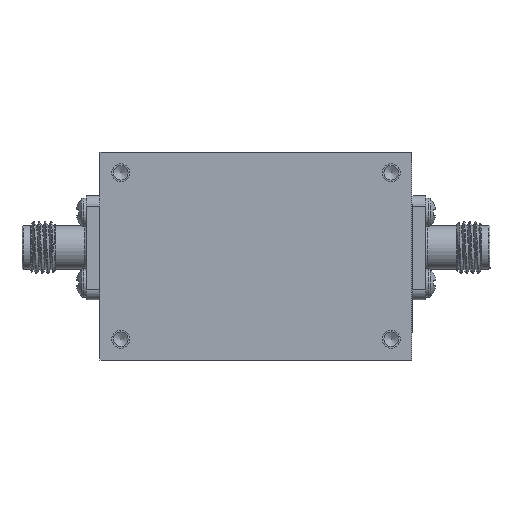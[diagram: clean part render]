
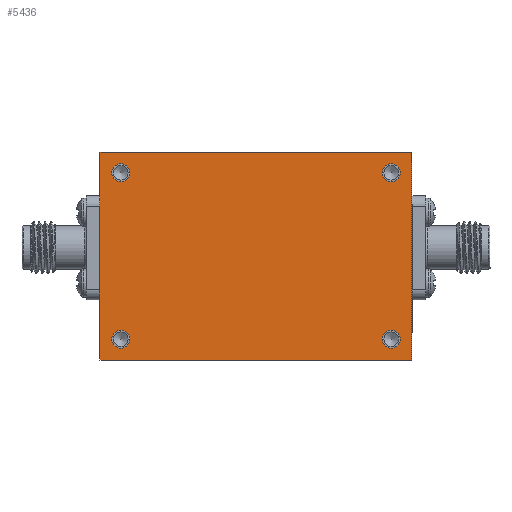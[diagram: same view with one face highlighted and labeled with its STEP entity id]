
A CAD part, front view. The second image highlights one B-rep face of the part: STEP entity #5436.
In plain terms, the highlighted planar face has unit normal (0, -1, 0).
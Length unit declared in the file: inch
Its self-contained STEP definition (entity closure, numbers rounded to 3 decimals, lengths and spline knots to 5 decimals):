
#390 = DIRECTION ( 'NONE',  ( 0., 0., -1. ) ) ;
#458 = CARTESIAN_POINT ( 'NONE',  ( -0.75, -0.265, 0.5 ) ) ;
#625 = EDGE_CURVE ( 'NONE', #15265, #15265, #9001, .T. ) ;
#1476 = CARTESIAN_POINT ( 'NONE',  ( 0., -0.265, 0. ) ) ;
#1687 = CARTESIAN_POINT ( 'NONE',  ( -0.75, -0.265, 0.5 ) ) ;
#1806 = ORIENTED_EDGE ( 'NONE', *, *, #3977, .F. ) ;
#1921 = CARTESIAN_POINT ( 'NONE',  ( 0.75, -0.265, 0.5 ) ) ;
#2093 = ORIENTED_EDGE ( 'NONE', *, *, #9918, .F. ) ;
#2194 = FACE_BOUND ( 'NONE', #18481, .T. ) ;
#2784 = VERTEX_POINT ( 'NONE', #21585 ) ;
#3255 = CARTESIAN_POINT ( 'NONE',  ( 0.65, -0.265, 0.357 ) ) ;
#3421 = AXIS2_PLACEMENT_3D ( 'NONE', #6055, #11378, #4258 ) ;
#3548 = CIRCLE ( 'NONE', #19443, 0.043 ) ;
#3813 = CARTESIAN_POINT ( 'NONE',  ( -0.65, -0.265, 0.4 ) ) ;
#3977 = EDGE_CURVE ( 'NONE', #15484, #20166, #9816, .T. ) ;
#4258 = DIRECTION ( 'NONE',  ( 0., 0., -1. ) ) ;
#4362 = ORIENTED_EDGE ( 'NONE', *, *, #7130, .F. ) ;
#5117 = AXIS2_PLACEMENT_3D ( 'NONE', #3813, #21468, #16124 ) ;
#5358 = CARTESIAN_POINT ( 'NONE',  ( -0.75, -0.265, -0.5 ) ) ;
#5436 = ADVANCED_FACE ( 'NONE', ( #21786, #11959, #20667, #2194, #15467 ), #20630, .T. ) ;
#5613 = VERTEX_POINT ( 'NONE', #19607 ) ;
#5819 = CIRCLE ( 'NONE', #7879, 0.043 ) ;
#5836 = EDGE_LOOP ( 'NONE', ( #4362 ) ) ;
#6055 = CARTESIAN_POINT ( 'NONE',  ( -0.65, -0.265, -0.4 ) ) ;
#6127 = CARTESIAN_POINT ( 'NONE',  ( -0.75, -0.265, -0.5 ) ) ;
#6535 = CARTESIAN_POINT ( 'NONE',  ( 0.65, -0.265, -0.4 ) ) ;
#6804 = CARTESIAN_POINT ( 'NONE',  ( -0.65, -0.265, 0.357 ) ) ;
#7130 = EDGE_CURVE ( 'NONE', #17174, #17174, #3548, .T. ) ;
#7297 = ORIENTED_EDGE ( 'NONE', *, *, #16735, .F. ) ;
#7617 = VERTEX_POINT ( 'NONE', #21550 ) ;
#7879 = AXIS2_PLACEMENT_3D ( 'NONE', #6535, #20691, #15132 ) ;
#8801 = DIRECTION ( 'NONE',  ( 0., 0., -1. ) ) ;
#9001 = CIRCLE ( 'NONE', #5117, 0.043 ) ;
#9039 = DIRECTION ( 'NONE',  ( 0., -1., 0. ) ) ;
#9096 = VECTOR ( 'NONE', #390, 39.37008 ) ;
#9392 = VECTOR ( 'NONE', #21952, 39.37008 ) ;
#9710 = ORIENTED_EDGE ( 'NONE', *, *, #625, .F. ) ;
#9816 = LINE ( 'NONE', #11881, #20971 ) ;
#9918 = EDGE_CURVE ( 'NONE', #2784, #2784, #19020, .T. ) ;
#10259 = EDGE_LOOP ( 'NONE', ( #9710 ) ) ;
#11012 = ORIENTED_EDGE ( 'NONE', *, *, #18344, .F. ) ;
#11378 = DIRECTION ( 'NONE',  ( 0., -1., 0. ) ) ;
#11881 = CARTESIAN_POINT ( 'NONE',  ( -0.75, -0.265, 0.5 ) ) ;
#11911 = EDGE_CURVE ( 'NONE', #20166, #20387, #14890, .T. ) ;
#11959 = FACE_BOUND ( 'NONE', #5836, .T. ) ;
#12396 = CARTESIAN_POINT ( 'NONE',  ( 0.65, -0.265, 0.4 ) ) ;
#14031 = ORIENTED_EDGE ( 'NONE', *, *, #11911, .F. ) ;
#14890 = LINE ( 'NONE', #458, #17062 ) ;
#15132 = DIRECTION ( 'NONE',  ( 0., 0., -1. ) ) ;
#15265 = VERTEX_POINT ( 'NONE', #6804 ) ;
#15467 = FACE_OUTER_BOUND ( 'NONE', #16257, .T. ) ;
#15484 = VERTEX_POINT ( 'NONE', #5358 ) ;
#15583 = DIRECTION ( 'NONE',  ( 0., 0., -1. ) ) ;
#16124 = DIRECTION ( 'NONE',  ( 0., 0., -1. ) ) ;
#16257 = EDGE_LOOP ( 'NONE', ( #7297, #14031, #1806, #21362 ) ) ;
#16735 = EDGE_CURVE ( 'NONE', #20387, #7617, #17536, .T. ) ;
#17058 = EDGE_CURVE ( 'NONE', #7617, #15484, #19461, .T. ) ;
#17062 = VECTOR ( 'NONE', #21524, 39.37008 ) ;
#17174 = VERTEX_POINT ( 'NONE', #3255 ) ;
#17334 = AXIS2_PLACEMENT_3D ( 'NONE', #1476, #19033, #15583 ) ;
#17536 = LINE ( 'NONE', #19560, #9096 ) ;
#18344 = EDGE_CURVE ( 'NONE', #5613, #5613, #5819, .T. ) ;
#18481 = EDGE_LOOP ( 'NONE', ( #2093 ) ) ;
#18814 = DIRECTION ( 'NONE',  ( 0., 0., 1. ) ) ;
#19020 = CIRCLE ( 'NONE', #3421, 0.043 ) ;
#19033 = DIRECTION ( 'NONE',  ( 0., -1., 0. ) ) ;
#19443 = AXIS2_PLACEMENT_3D ( 'NONE', #12396, #9039, #8801 ) ;
#19461 = LINE ( 'NONE', #6127, #9392 ) ;
#19560 = CARTESIAN_POINT ( 'NONE',  ( 0.75, -0.265, 0.5 ) ) ;
#19607 = CARTESIAN_POINT ( 'NONE',  ( 0.65, -0.265, -0.443 ) ) ;
#20166 = VERTEX_POINT ( 'NONE', #1687 ) ;
#20387 = VERTEX_POINT ( 'NONE', #1921 ) ;
#20630 = PLANE ( 'NONE',  #17334 ) ;
#20667 = FACE_BOUND ( 'NONE', #20976, .T. ) ;
#20691 = DIRECTION ( 'NONE',  ( 0., -1., 0. ) ) ;
#20971 = VECTOR ( 'NONE', #18814, 39.37008 ) ;
#20976 = EDGE_LOOP ( 'NONE', ( #11012 ) ) ;
#21362 = ORIENTED_EDGE ( 'NONE', *, *, #17058, .F. ) ;
#21468 = DIRECTION ( 'NONE',  ( 0., -1., 0. ) ) ;
#21524 = DIRECTION ( 'NONE',  ( 1., 0., 0. ) ) ;
#21550 = CARTESIAN_POINT ( 'NONE',  ( 0.75, -0.265, -0.5 ) ) ;
#21585 = CARTESIAN_POINT ( 'NONE',  ( -0.65, -0.265, -0.443 ) ) ;
#21786 = FACE_BOUND ( 'NONE', #10259, .T. ) ;
#21952 = DIRECTION ( 'NONE',  ( -1., 0., 0. ) ) ;
